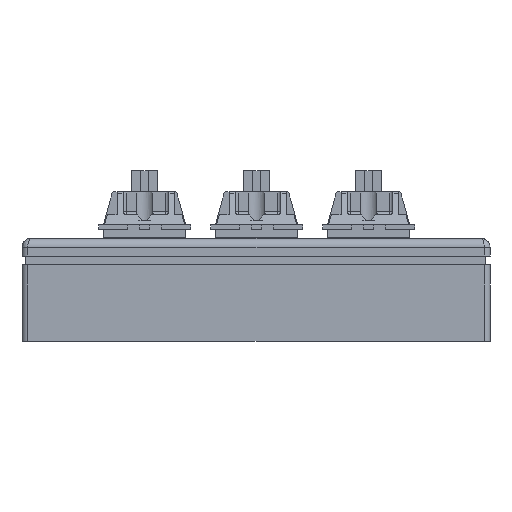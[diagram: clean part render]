
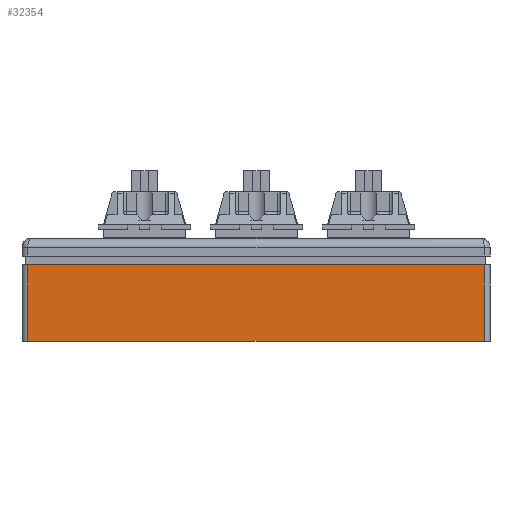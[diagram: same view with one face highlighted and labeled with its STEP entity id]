
A CAD part, front view. The second image highlights one B-rep face of the part: STEP entity #32354.
In plain terms, the highlighted planar face has unit normal (0, -1, 0).
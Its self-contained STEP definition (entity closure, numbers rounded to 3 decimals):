
#3133=PLANE('',#33680);
#3931=FACE_OUTER_BOUND('',#5030,.T.);
#5030=EDGE_LOOP('',(#25154,#25155,#25156,#25157));
#6700=LINE('',#47368,#10304);
#6709=LINE('',#47405,#10313);
#6737=LINE('',#47495,#10341);
#6738=LINE('',#47497,#10342);
#10304=VECTOR('',#36177,10.);
#10313=VECTOR('',#36210,10.);
#10341=VECTOR('',#36304,10.);
#10342=VECTOR('',#36307,10.);
#14513=VERTEX_POINT('',#47365);
#14514=VERTEX_POINT('',#47367);
#14529=VERTEX_POINT('',#47402);
#14530=VERTEX_POINT('',#47404);
#19201=EDGE_CURVE('',#14513,#14514,#6700,.T.);
#19219=EDGE_CURVE('',#14529,#14530,#6709,.T.);
#19263=EDGE_CURVE('',#14514,#14529,#6737,.T.);
#19264=EDGE_CURVE('',#14530,#14513,#6738,.T.);
#25154=ORIENTED_EDGE('',*,*,#19263,.F.);
#25155=ORIENTED_EDGE('',*,*,#19201,.F.);
#25156=ORIENTED_EDGE('',*,*,#19264,.F.);
#25157=ORIENTED_EDGE('',*,*,#19219,.F.);
#32354=ADVANCED_FACE('',(#3931),#3133,.T.);
#33680=AXIS2_PLACEMENT_3D('',#47496,#36305,#36306);
#36177=DIRECTION('',(-1.,0.,0.));
#36210=DIRECTION('',(1.,0.,0.));
#36304=DIRECTION('',(0.,0.,1.));
#36305=DIRECTION('center_axis',(0.,-1.,0.));
#36306=DIRECTION('ref_axis',(1.,0.,0.));
#36307=DIRECTION('',(0.,0.,-1.));
#47365=CARTESIAN_POINT('',(78.6,-86.,0.));
#47367=CARTESIAN_POINT('',(1.,-86.,0.));
#47368=CARTESIAN_POINT('',(79.6,-86.,0.));
#47402=CARTESIAN_POINT('',(1.,-86.,13.));
#47404=CARTESIAN_POINT('',(78.6,-86.,13.));
#47405=CARTESIAN_POINT('',(79.6,-86.,13.));
#47495=CARTESIAN_POINT('',(1.,-86.,0.));
#47496=CARTESIAN_POINT('Origin',(0.,-86.,0.));
#47497=CARTESIAN_POINT('',(78.6,-86.,0.));
